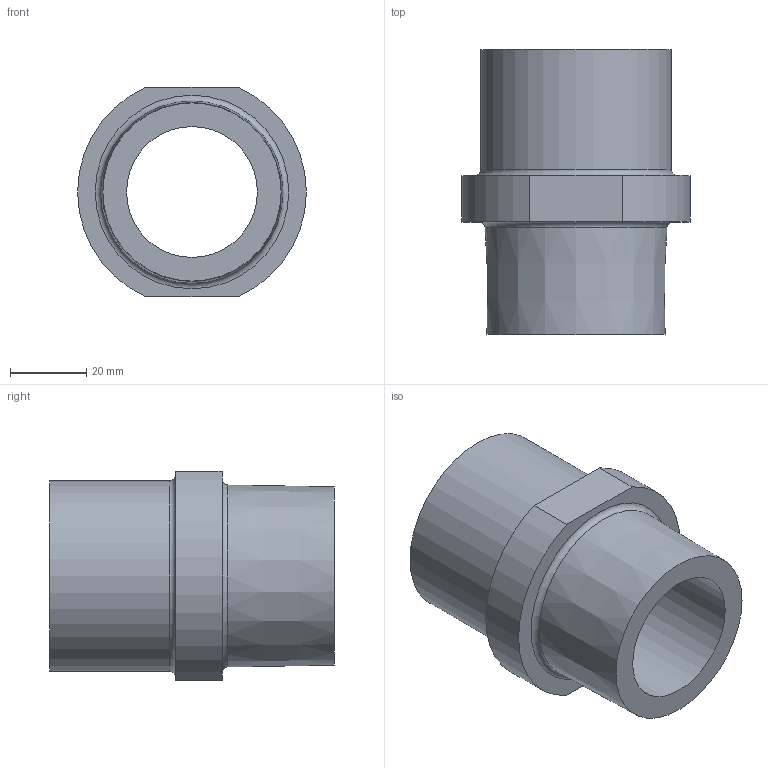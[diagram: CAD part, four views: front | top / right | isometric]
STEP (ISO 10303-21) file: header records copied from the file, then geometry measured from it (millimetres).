
FILE_DESCRIPTION (( 'STEP AP203' ), '1' );
FILE_NAME ('5528015.STEP', '2017-08-16T15:43:32', ( '' ), ( '' ), 'SwSTEP 2.0', 'SolidWorks 2017', '' );
FILE_SCHEMA (( 'CONFIG_CONTROL_DESIGN' ));
Length unit declared in the file: inch
Products named in the file (1): 5528015
Bounding box: 59.94 x 74.68 x 54.86 mm (x, y, z)
Volume: 60124.3 mm3; surface area: 23998.7 mm2
Topology: 1 solids, 1 shells, 16 faces, 33 edges, 22 vertices
Faces by surface type: plane 7, cylinder 5, cone 2, torus 2
Full cylindrical faces by diameter (mm): 34.29 x1, 44.044 x1, 50.038 x1
Entity records: 453 total; most frequent: DIRECTION 72, CARTESIAN_POINT 59, ORIENTED_EDGE 46, AXIS2_PLACEMENT_3D 32, EDGE_LOOP 28, EDGE_CURVE 23, FACE_OUTER_BOUND 21, VERTEX_POINT 19
